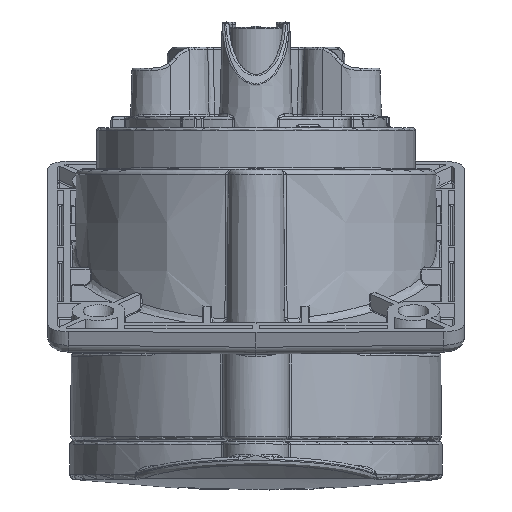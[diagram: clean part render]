
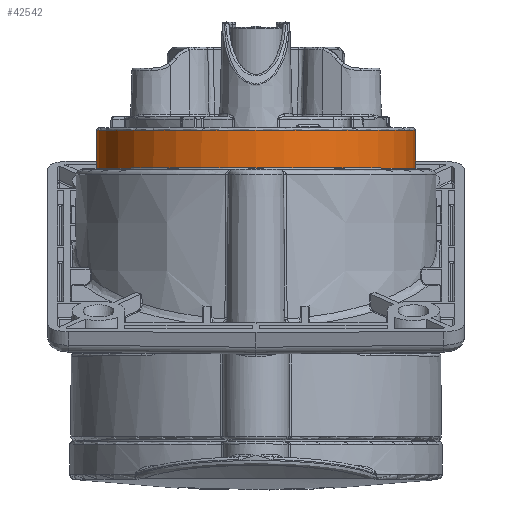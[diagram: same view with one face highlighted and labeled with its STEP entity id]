
A CAD part, top view. The second image highlights one B-rep face of the part: STEP entity #42542.
In plain terms, the highlighted conical face has half-angle 0.5 degrees and reference radius 30.32 mm.
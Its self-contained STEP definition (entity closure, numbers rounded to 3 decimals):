
#1979 = EDGE_CURVE ( 'NONE', #44603, #44603, #9153, .T. ) ;
#3054 = CARTESIAN_POINT ( 'NONE',  ( 0., 59.004, 0. ) ) ;
#7398 = CIRCLE ( 'NONE', #83787, 30.387 ) ;
#9153 = CIRCLE ( 'NONE', #60423, 30.324 ) ;
#10575 = DIRECTION ( 'NONE',  ( 0., 0., 1. ) ) ;
#12010 = FACE_OUTER_BOUND ( 'NONE', #14379, .T. ) ;
#12554 = DIRECTION ( 'NONE',  ( 0., 0., -1. ) ) ;
#13718 = AXIS2_PLACEMENT_3D ( 'NONE', #94470, #20109, #12554 ) ;
#14379 = EDGE_LOOP ( 'NONE', ( #27120 ) ) ;
#16464 = DIRECTION ( 'NONE',  ( 0., 1., 0. ) ) ;
#20109 = DIRECTION ( 'NONE',  ( 0., -1., 0. ) ) ;
#23529 = VERTEX_POINT ( 'NONE', #94251 ) ;
#27120 = ORIENTED_EDGE ( 'NONE', *, *, #52946, .T. ) ;
#42542 = ADVANCED_FACE ( 'NONE', ( #12010, #49383 ), #47063, .T. ) ;
#44603 = VERTEX_POINT ( 'NONE', #70728 ) ;
#47063 = CONICAL_SURFACE ( 'NONE', #13718, 30.32, 0.009 ) ;
#49383 = FACE_BOUND ( 'NONE', #58143, .T. ) ;
#52946 = EDGE_CURVE ( 'NONE', #23529, #23529, #7398, .T. ) ;
#55275 = DIRECTION ( 'NONE',  ( 0., -1., 0. ) ) ;
#58143 = EDGE_LOOP ( 'NONE', ( #81784 ) ) ;
#60423 = AXIS2_PLACEMENT_3D ( 'NONE', #3054, #55275, #10575 ) ;
#61108 = CARTESIAN_POINT ( 'NONE',  ( 0., 51.797, 0. ) ) ;
#68626 = DIRECTION ( 'NONE',  ( 0., 0., -1. ) ) ;
#70728 = CARTESIAN_POINT ( 'NONE',  ( 0., 59.004, 30.324 ) ) ;
#81784 = ORIENTED_EDGE ( 'NONE', *, *, #1979, .T. ) ;
#83787 = AXIS2_PLACEMENT_3D ( 'NONE', #61108, #16464, #68626 ) ;
#94251 = CARTESIAN_POINT ( 'NONE',  ( 0., 51.797, -30.387 ) ) ;
#94470 = CARTESIAN_POINT ( 'NONE',  ( 0., 59.5, 0. ) ) ;
